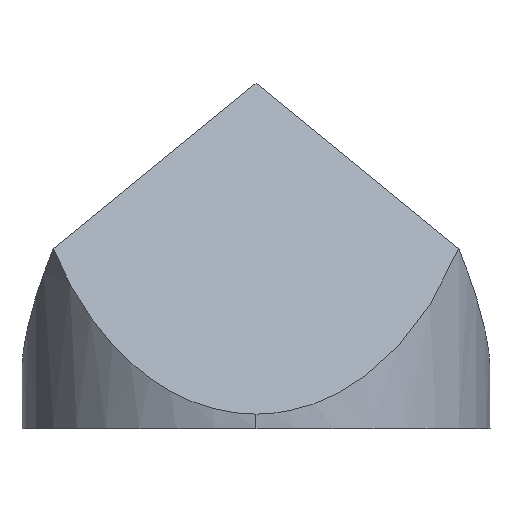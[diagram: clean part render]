
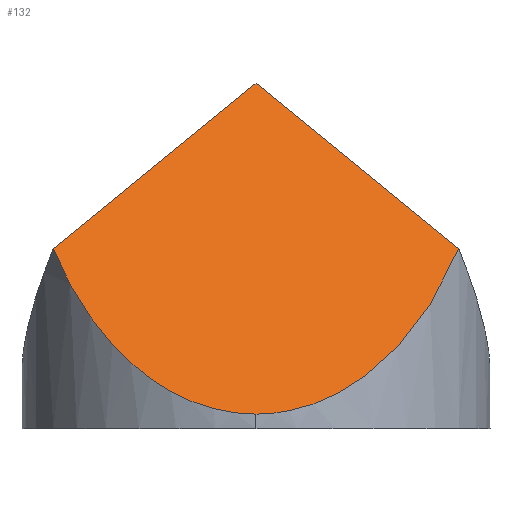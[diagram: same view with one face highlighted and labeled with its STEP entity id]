
A CAD part, left-side view. The second image highlights one B-rep face of the part: STEP entity #132.
In plain terms, the highlighted planar face has unit normal (-0.816, 0, 0.577).
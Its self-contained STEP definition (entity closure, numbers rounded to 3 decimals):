
#4 =( BOUNDED_CURVE ( )  B_SPLINE_CURVE ( 3, ( #122, #101, #192, #190 ),
 .UNSPECIFIED., .F., .T. ) 
 B_SPLINE_CURVE_WITH_KNOTS ( ( 4, 4 ),
 ( 0., 1.047 ),
 .UNSPECIFIED. ) 
 CURVE ( )  GEOMETRIC_REPRESENTATION_ITEM ( )  RATIONAL_B_SPLINE_CURVE ( ( 1., 0.911, 0.911, 1. ) ) 
 REPRESENTATION_ITEM ( '' )  );
#8 = EDGE_LOOP ( 'NONE', ( #287, #227, #57, #12 ) ) ;
#12 = ORIENTED_EDGE ( 'NONE', *, *, #301, .F. ) ;
#30 = VERTEX_POINT ( 'NONE', #255 ) ;
#44 = CARTESIAN_POINT ( 'NONE',  ( 0., 0., 37.5 ) ) ;
#48 = CARTESIAN_POINT ( 'NONE',  ( 11.404, -19.753, 53.625 ) ) ;
#52 = CARTESIAN_POINT ( 'NONE',  ( -25.4, -9.297, 1.586 ) ) ;
#57 = ORIENTED_EDGE ( 'NONE', *, *, #189, .F. ) ;
#62 = EDGE_CURVE ( 'NONE', #73, #64, #179, .T. ) ;
#64 = VERTEX_POINT ( 'NONE', #44 ) ;
#69 = CARTESIAN_POINT ( 'NONE',  ( 0., -39.5, 37.5 ) ) ;
#73 = VERTEX_POINT ( 'NONE', #230 ) ;
#90 = CARTESIAN_POINT ( 'NONE',  ( -11.404, -19.753, 21.375 ) ) ;
#94 =( BOUNDED_CURVE ( )  B_SPLINE_CURVE ( 3, ( #118, #285, #52, #261 ),
 .UNSPECIFIED., .F., .T. ) 
 B_SPLINE_CURVE_WITH_KNOTS ( ( 4, 4 ),
 ( 5.236, 6.283 ),
 .UNSPECIFIED. ) 
 CURVE ( )  GEOMETRIC_REPRESENTATION_ITEM ( )  RATIONAL_B_SPLINE_CURVE ( ( 1., 0.911, 0.911, 1. ) ) 
 REPRESENTATION_ITEM ( '' )  );
#101 = CARTESIAN_POINT ( 'NONE',  ( -25.4, 9.297, 1.586 ) ) ;
#118 = CARTESIAN_POINT ( 'NONE',  ( -12.7, -21.997, 19.543 ) ) ;
#122 = CARTESIAN_POINT ( 'NONE',  ( -25.4, 0., 1.586 ) ) ;
#132 = ADVANCED_FACE ( 'NONE', ( #163 ), #162, .F. ) ;
#138 = DIRECTION ( 'NONE',  ( 0.408, -0.707, 0.577 ) ) ;
#162 = PLANE ( 'NONE',  #272 ) ;
#163 = FACE_OUTER_BOUND ( 'NONE', #8, .T. ) ;
#179 = LINE ( 'NONE', #90, #242 ) ;
#185 = DIRECTION ( 'NONE',  ( -0.577, 0., -0.816 ) ) ;
#189 = EDGE_CURVE ( 'NONE', #30, #64, #309, .T. ) ;
#190 = CARTESIAN_POINT ( 'NONE',  ( -12.7, 21.997, 19.543 ) ) ;
#192 = CARTESIAN_POINT ( 'NONE',  ( -20.751, 17.349, 8.159 ) ) ;
#204 = EDGE_CURVE ( 'NONE', #73, #215, #94, .T. ) ;
#208 = DIRECTION ( 'NONE',  ( 0.816, 0., -0.577 ) ) ;
#215 = VERTEX_POINT ( 'NONE', #311 ) ;
#224 = VECTOR ( 'NONE', #138, 1000. ) ;
#227 = ORIENTED_EDGE ( 'NONE', *, *, #62, .T. ) ;
#230 = CARTESIAN_POINT ( 'NONE',  ( -12.7, -21.997, 19.543 ) ) ;
#242 = VECTOR ( 'NONE', #254, 1000. ) ;
#254 = DIRECTION ( 'NONE',  ( 0.408, 0.707, 0.577 ) ) ;
#255 = CARTESIAN_POINT ( 'NONE',  ( -12.7, 21.997, 19.543 ) ) ;
#261 = CARTESIAN_POINT ( 'NONE',  ( -25.4, 0., 1.586 ) ) ;
#272 = AXIS2_PLACEMENT_3D ( 'NONE', #69, #208, #185 ) ;
#285 = CARTESIAN_POINT ( 'NONE',  ( -20.751, -17.349, 8.159 ) ) ;
#287 = ORIENTED_EDGE ( 'NONE', *, *, #204, .F. ) ;
#301 = EDGE_CURVE ( 'NONE', #215, #30, #4, .T. ) ;
#309 = LINE ( 'NONE', #48, #224 ) ;
#311 = CARTESIAN_POINT ( 'NONE',  ( -25.4, 0., 1.586 ) ) ;
